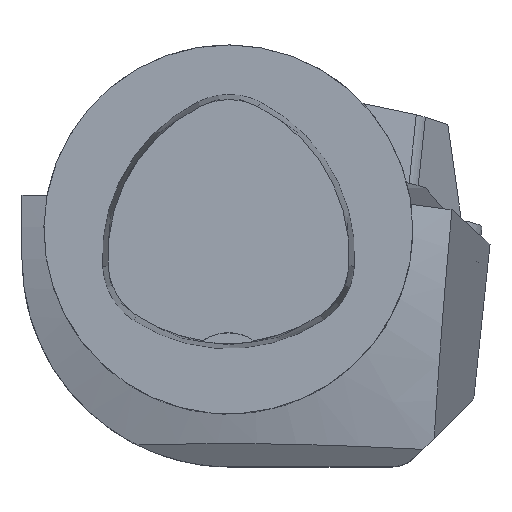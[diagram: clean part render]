
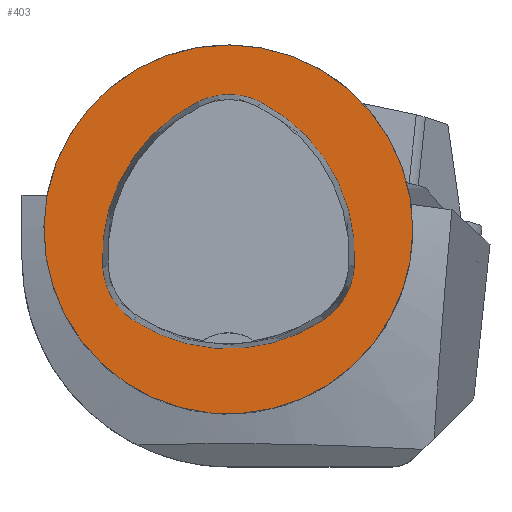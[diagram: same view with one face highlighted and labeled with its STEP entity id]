
A CAD part, top view. The second image highlights one B-rep face of the part: STEP entity #403.
In plain terms, the highlighted planar face has unit normal (0, 0, 1).
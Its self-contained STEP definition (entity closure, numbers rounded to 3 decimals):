
#125=FACE_BOUND('',#534,.T.);
#126=FACE_BOUND('',#535,.T.);
#140=PLANE('',#1272);
#403=ADVANCED_FACE('',(#125,#126),#140,.T.);
#534=EDGE_LOOP('',(#690,#691,#692,#693,#694,#695));
#535=EDGE_LOOP('',(#696));
#690=ORIENTED_EDGE('',*,*,#1079,.F.);
#691=ORIENTED_EDGE('',*,*,#1074,.F.);
#692=ORIENTED_EDGE('',*,*,#1069,.F.);
#693=ORIENTED_EDGE('',*,*,#1066,.F.);
#694=ORIENTED_EDGE('',*,*,#1063,.F.);
#695=ORIENTED_EDGE('',*,*,#1059,.F.);
#696=ORIENTED_EDGE('',*,*,#1058,.T.);
#939=VERTEX_POINT('',#1780);
#940=VERTEX_POINT('',#1783);
#941=VERTEX_POINT('',#1784);
#944=VERTEX_POINT('',#1792);
#946=VERTEX_POINT('',#1798);
#948=VERTEX_POINT('',#1804);
#952=VERTEX_POINT('',#1817);
#1058=EDGE_CURVE('',#939,#939,#1184,.T.);
#1059=EDGE_CURVE('',#940,#941,#1185,.T.);
#1063=EDGE_CURVE('',#941,#944,#1187,.T.);
#1066=EDGE_CURVE('',#944,#946,#1189,.T.);
#1069=EDGE_CURVE('',#946,#948,#1191,.T.);
#1074=EDGE_CURVE('',#948,#952,#1194,.T.);
#1079=EDGE_CURVE('',#952,#940,#1197,.T.);
#1184=CIRCLE('',#1248,16.);
#1185=CIRCLE('',#1250,15.);
#1187=CIRCLE('',#1253,6.);
#1189=CIRCLE('',#1256,15.);
#1191=CIRCLE('',#1259,6.);
#1194=CIRCLE('',#1263,15.);
#1197=CIRCLE('',#1267,6.);
#1248=AXIS2_PLACEMENT_3D('',#1779,#1403,#1404);
#1250=AXIS2_PLACEMENT_3D('',#1782,#1407,#1408);
#1253=AXIS2_PLACEMENT_3D('',#1791,#1415,#1416);
#1256=AXIS2_PLACEMENT_3D('',#1797,#1422,#1423);
#1259=AXIS2_PLACEMENT_3D('',#1803,#1429,#1430);
#1263=AXIS2_PLACEMENT_3D('',#1816,#1438,#1439);
#1267=AXIS2_PLACEMENT_3D('',#1829,#1447,#1448);
#1272=AXIS2_PLACEMENT_3D('',#1834,#1457,#1458);
#1403=DIRECTION('',(0.,0.,1.));
#1404=DIRECTION('',(1.,0.,0.));
#1407=DIRECTION('',(0.,0.,1.));
#1408=DIRECTION('',(1.,0.,0.));
#1415=DIRECTION('',(0.,0.,1.));
#1416=DIRECTION('',(1.,0.,0.));
#1422=DIRECTION('',(0.,0.,1.));
#1423=DIRECTION('',(1.,0.,0.));
#1429=DIRECTION('',(0.,0.,1.));
#1430=DIRECTION('',(1.,0.,0.));
#1438=DIRECTION('',(0.,0.,1.));
#1439=DIRECTION('',(1.,0.,0.));
#1447=DIRECTION('',(0.,0.,1.));
#1448=DIRECTION('',(1.,0.,0.));
#1457=DIRECTION('',(0.,0.,1.));
#1458=DIRECTION('',(1.,0.,0.));
#1779=CARTESIAN_POINT('',(0.,0.,
0.));
#1780=CARTESIAN_POINT('',(16.,0.,0.));
#1782=CARTESIAN_POINT('',(-4.048,-2.316,0.));
#1783=CARTESIAN_POINT('',(10.926,-3.206,0.));
#1784=CARTESIAN_POINT('',(2.774,11.043,0.));
#1791=CARTESIAN_POINT('',(0.045,5.7,0.));
#1792=CARTESIAN_POINT('',(-2.638,11.066,0.));
#1797=CARTESIAN_POINT('',(4.07,-2.35,0.));
#1798=CARTESIAN_POINT('',(-10.903,-3.249,0.));
#1803=CARTESIAN_POINT('',(-4.914,-2.889,0.));
#1804=CARTESIAN_POINT('',(-8.177,-7.924,0.));
#1816=CARTESIAN_POINT('',(-0.019,4.663,0.));
#1817=CARTESIAN_POINT('',(8.24,-7.859,0.));
#1829=CARTESIAN_POINT('',(4.936,-2.85,0.));
#1834=CARTESIAN_POINT('',(0.,0.,
0.));
